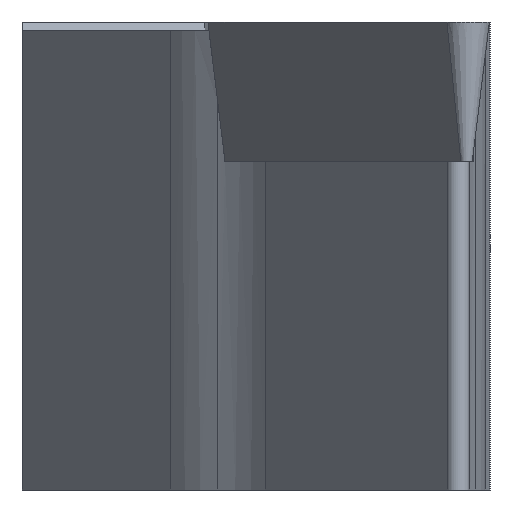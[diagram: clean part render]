
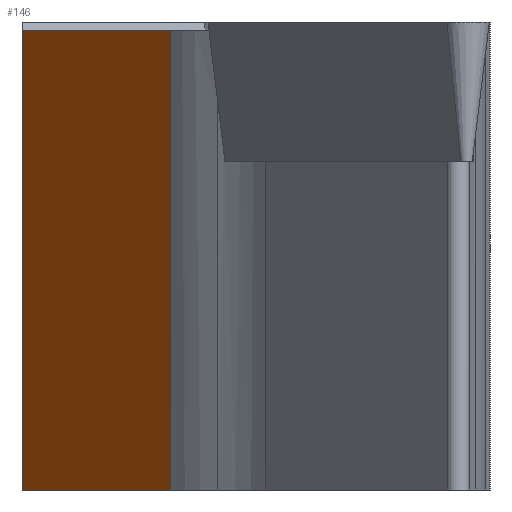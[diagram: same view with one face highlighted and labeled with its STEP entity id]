
A CAD part, left-side view. The second image highlights one B-rep face of the part: STEP entity #146.
In plain terms, the highlighted planar face has unit normal (-0.581, 0.814, 0).
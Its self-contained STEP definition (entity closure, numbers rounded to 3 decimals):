
#146=ADVANCED_FACE('',(#194),#168,.F.);
#168=PLANE('',#628);
#194=FACE_OUTER_BOUND('',#222,.T.);
#222=EDGE_LOOP('',(#319,#320,#321,#322));
#319=ORIENTED_EDGE('',*,*,#451,.F.);
#320=ORIENTED_EDGE('',*,*,#472,.F.);
#321=ORIENTED_EDGE('',*,*,#459,.T.);
#322=ORIENTED_EDGE('',*,*,#433,.T.);
#384=VERTEX_POINT('',#817);
#385=VERTEX_POINT('',#818);
#398=VERTEX_POINT('',#851);
#404=VERTEX_POINT('',#869);
#433=EDGE_CURVE('',#384,#385,#502,.T.);
#451=EDGE_CURVE('',#398,#385,#515,.T.);
#459=EDGE_CURVE('',#404,#384,#520,.T.);
#472=EDGE_CURVE('',#404,#398,#526,.T.);
#502=LINE('',#816,#552);
#515=LINE('',#852,#565);
#520=LINE('',#868,#570);
#526=LINE('',#893,#576);
#552=VECTOR('',#664,1.);
#565=VECTOR('',#693,1.);
#570=VECTOR('',#710,1.);
#576=VECTOR('',#742,1.);
#628=AXIS2_PLACEMENT_3D('',#895,#745,#746);
#664=DIRECTION('',(0.,0.,-1.));
#693=DIRECTION('',(0.814,0.581,0.));
#710=DIRECTION('',(0.814,0.581,0.));
#742=DIRECTION('',(0.,0.,-1.));
#745=DIRECTION('',(0.581,-0.814,0.));
#746=DIRECTION('',(0.814,0.581,0.));
#816=CARTESIAN_POINT('',(22.431,0.,-16.));
#817=CARTESIAN_POINT('',(22.431,0.,-0.3));
#818=CARTESIAN_POINT('',(22.431,0.,-16.));
#851=CARTESIAN_POINT('',(15.316,-5.075,-16.));
#852=CARTESIAN_POINT('',(7.564,-10.605,-16.));
#868=CARTESIAN_POINT('',(7.564,-10.605,-0.3));
#869=CARTESIAN_POINT('',(15.316,-5.075,-0.3));
#893=CARTESIAN_POINT('',(15.316,-5.075,223.479));
#895=CARTESIAN_POINT('',(34.,8.252,223.479));
